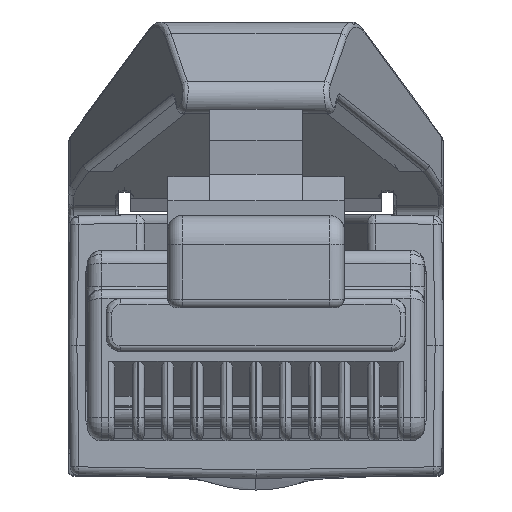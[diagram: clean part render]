
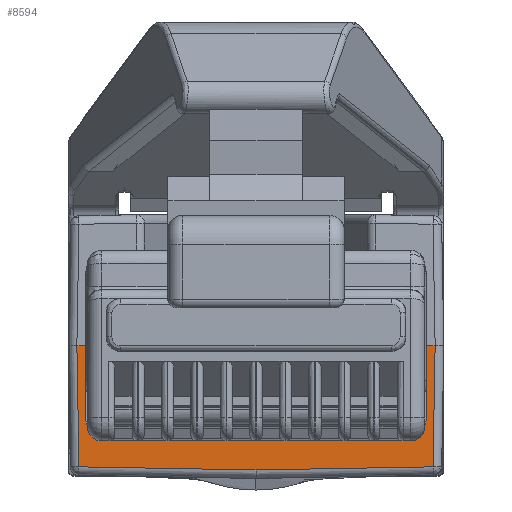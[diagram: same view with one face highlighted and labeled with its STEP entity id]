
A CAD part, front view. The second image highlights one B-rep face of the part: STEP entity #8594.
In plain terms, the highlighted planar face has unit normal (0, -1, -0.018).
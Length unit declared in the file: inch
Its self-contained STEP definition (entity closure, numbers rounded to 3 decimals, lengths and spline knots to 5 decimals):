
#615 = CARTESIAN_POINT ( 'NONE',  ( -0.23189, 0.00204, -0.11688 ) ) ;
#991 = CARTESIAN_POINT ( 'NONE',  ( -0.20039, 0.00227, -0.12992 ) ) ;
#1348 = CARTESIAN_POINT ( 'NONE',  ( -0.2441, 0., 0. ) ) ;
#1508 =( BOUNDED_CURVE ( )  B_SPLINE_CURVE ( 3, ( #9869, #15718, #15586, #11818 ),
 .UNSPECIFIED., .F., .F. ) 
 B_SPLINE_CURVE_WITH_KNOTS ( ( 4, 4 ),
 ( 3.14159, 4.71239 ),
 .UNSPECIFIED. ) 
 CURVE ( )  GEOMETRIC_REPRESENTATION_ITEM ( )  RATIONAL_B_SPLINE_CURVE ( ( 1., 0.805, 0.805, 1. ) ) 
 REPRESENTATION_ITEM ( '' )  );
#1779 = LINE ( 'NONE', #13615, #5828 ) ;
#1815 = CARTESIAN_POINT ( 'NONE',  ( -0.24121, 0.00289, -0.16529 ) ) ;
#1826 = ORIENTED_EDGE ( 'NONE', *, *, #16942, .T. ) ;
#1997 = CARTESIAN_POINT ( 'NONE',  ( -0.12654, -0.00156, 0.08913 ) ) ;
#2187 = VECTOR ( 'NONE', #18696, 39.37008 ) ;
#3068 = CARTESIAN_POINT ( 'NONE',  ( -0.21884, 0.00227, -0.12992 ) ) ;
#3158 = CARTESIAN_POINT ( 'NONE',  ( 0.23189, -0.00156, 0.08913 ) ) ;
#3324 = CARTESIAN_POINT ( 'NONE',  ( -0.2441, 0., 0. ) ) ;
#3445 = CARTESIAN_POINT ( 'NONE',  ( 0.23189, 0.00172, -0.09843 ) ) ;
#4023 = CARTESIAN_POINT ( 'NONE',  ( -0.23189, 0.00172, -0.09843 ) ) ;
#4216 = PLANE ( 'NONE',  #18942 ) ;
#4915 = LINE ( 'NONE', #7130, #2187 ) ;
#4945 = ORIENTED_EDGE ( 'NONE', *, *, #21508, .F. ) ;
#5135 = VECTOR ( 'NONE', #23556, 39.37008 ) ;
#5791 = CARTESIAN_POINT ( 'NONE',  ( -0.06541, 0.00294, -0.16835 ) ) ;
#5828 = VECTOR ( 'NONE', #9459, 39.37008 ) ;
#6068 = EDGE_CURVE ( 'NONE', #13489, #12777, #7724, .T. ) ;
#6382 = VECTOR ( 'NONE', #7751, 39.37008 ) ;
#6926 = ORIENTED_EDGE ( 'NONE', *, *, #19185, .F. ) ;
#7130 = CARTESIAN_POINT ( 'NONE',  ( -0.12654, 0., 0. ) ) ;
#7245 = EDGE_CURVE ( 'NONE', #10924, #11356, #11226, .T. ) ;
#7420 = ORIENTED_EDGE ( 'NONE', *, *, #7245, .T. ) ;
#7499 = VERTEX_POINT ( 'NONE', #15097 ) ;
#7517 = VECTOR ( 'NONE', #25643, 39.37008 ) ;
#7724 = LINE ( 'NONE', #15648, #5135 ) ;
#7751 = DIRECTION ( 'NONE',  ( 0.017, -0.017, 1. ) ) ;
#7944 = VECTOR ( 'NONE', #9265, 39.37008 ) ;
#8001 = EDGE_CURVE ( 'NONE', #20977, #14703, #1779, .T. ) ;
#8261 = LINE ( 'NONE', #11879, #24332 ) ;
#8528 = EDGE_CURVE ( 'NONE', #10924, #7499, #8261, .T. ) ;
#8594 = ADVANCED_FACE ( 'NONE', ( #12148 ), #4216, .T. ) ;
#8699 = CARTESIAN_POINT ( 'NONE',  ( 0., 0.00296, -0.1695 ) ) ;
#8910 = CARTESIAN_POINT ( 'NONE',  ( -0.23189, 0.00172, -0.09843 ) ) ;
#9265 = DIRECTION ( 'NONE',  ( 0.017, 0.017, -1. ) ) ;
#9438 = ORIENTED_EDGE ( 'NONE', *, *, #6068, .F. ) ;
#9459 = DIRECTION ( 'NONE',  ( -1., 0., 0. ) ) ;
#9807 = LINE ( 'NONE', #5791, #7517 ) ;
#9869 = CARTESIAN_POINT ( 'NONE',  ( 0.20039, 0.00227, -0.12992 ) ) ;
#10061 = DIRECTION ( 'NONE',  ( 1., 0., 0. ) ) ;
#10089 = EDGE_LOOP ( 'NONE', ( #15804, #9438, #22440, #6926, #16255, #4945, #15523, #25118, #1826, #13123, #7420 ) ) ;
#10924 = VERTEX_POINT ( 'NONE', #3324 ) ;
#11085 = EDGE_CURVE ( 'NONE', #12777, #11356, #9807, .T. ) ;
#11226 = LINE ( 'NONE', #1348, #7944 ) ;
#11356 = VERTEX_POINT ( 'NONE', #1815 ) ;
#11818 = CARTESIAN_POINT ( 'NONE',  ( 0.23189, 0.00172, -0.09843 ) ) ;
#11879 = CARTESIAN_POINT ( 'NONE',  ( -0.12654, 0., 0. ) ) ;
#12013 = EDGE_CURVE ( 'NONE', #21293, #20658, #15233, .T. ) ;
#12148 = FACE_OUTER_BOUND ( 'NONE', #10089, .T. ) ;
#12758 = VECTOR ( 'NONE', #14412, 39.37008 ) ;
#12777 = VERTEX_POINT ( 'NONE', #8699 ) ;
#13123 = ORIENTED_EDGE ( 'NONE', *, *, #8528, .F. ) ;
#13340 = LINE ( 'NONE', #17500, #6382 ) ;
#13486 = VERTEX_POINT ( 'NONE', #4023 ) ;
#13489 = VERTEX_POINT ( 'NONE', #15456 ) ;
#13615 = CARTESIAN_POINT ( 'NONE',  ( -0.12654, 0.00227, -0.12992 ) ) ;
#14286 = LINE ( 'NONE', #19986, #12758 ) ;
#14412 = DIRECTION ( 'NONE',  ( 0., -0.017, 1. ) ) ;
#14678 = VERTEX_POINT ( 'NONE', #21710 ) ;
#14703 = VERTEX_POINT ( 'NONE', #24198 ) ;
#15097 = CARTESIAN_POINT ( 'NONE',  ( -0.23189, 0., 0. ) ) ;
#15233 = LINE ( 'NONE', #3158, #15860 ) ;
#15357 = DIRECTION ( 'NONE',  ( 0., 0.017, -1. ) ) ;
#15456 = CARTESIAN_POINT ( 'NONE',  ( 0.24121, 0.00289, -0.16529 ) ) ;
#15523 = ORIENTED_EDGE ( 'NONE', *, *, #8001, .T. ) ;
#15586 = CARTESIAN_POINT ( 'NONE',  ( 0.23189, 0.00204, -0.11688 ) ) ;
#15648 = CARTESIAN_POINT ( 'NONE',  ( 0.06532, 0.00294, -0.16836 ) ) ;
#15718 = CARTESIAN_POINT ( 'NONE',  ( 0.21884, 0.00227, -0.12992 ) ) ;
#15804 = ORIENTED_EDGE ( 'NONE', *, *, #11085, .F. ) ;
#15860 = VECTOR ( 'NONE', #15357, 39.37008 ) ;
#16255 = ORIENTED_EDGE ( 'NONE', *, *, #12013, .T. ) ;
#16539 = CARTESIAN_POINT ( 'NONE',  ( 0.23189, 0., 0. ) ) ;
#16631 =( BOUNDED_CURVE ( )  B_SPLINE_CURVE ( 3, ( #8910, #615, #3068, #991 ),
 .UNSPECIFIED., .F., .T. ) 
 B_SPLINE_CURVE_WITH_KNOTS ( ( 4, 4 ),
 ( 1.5708, 3.14159 ),
 .UNSPECIFIED. ) 
 CURVE ( )  GEOMETRIC_REPRESENTATION_ITEM ( )  RATIONAL_B_SPLINE_CURVE ( ( 1., 0.805, 0.805, 1. ) ) 
 REPRESENTATION_ITEM ( '' )  );
#16942 = EDGE_CURVE ( 'NONE', #13486, #7499, #14286, .T. ) ;
#17500 = CARTESIAN_POINT ( 'NONE',  ( 0.24121, 0.00289, -0.16529 ) ) ;
#17859 = DIRECTION ( 'NONE',  ( 0., -1., -0.017 ) ) ;
#18696 = DIRECTION ( 'NONE',  ( 1., 0., 0. ) ) ;
#18942 = AXIS2_PLACEMENT_3D ( 'NONE', #1997, #17859, #22272 ) ;
#19185 = EDGE_CURVE ( 'NONE', #21293, #14678, #4915, .T. ) ;
#19284 = EDGE_CURVE ( 'NONE', #13489, #14678, #13340, .T. ) ;
#19532 = EDGE_CURVE ( 'NONE', #13486, #14703, #16631, .T. ) ;
#19986 = CARTESIAN_POINT ( 'NONE',  ( -0.23189, -0.00156, 0.08913 ) ) ;
#20658 = VERTEX_POINT ( 'NONE', #3445 ) ;
#20977 = VERTEX_POINT ( 'NONE', #21314 ) ;
#21293 = VERTEX_POINT ( 'NONE', #16539 ) ;
#21314 = CARTESIAN_POINT ( 'NONE',  ( 0.20039, 0.00227, -0.12992 ) ) ;
#21508 = EDGE_CURVE ( 'NONE', #20977, #20658, #1508, .T. ) ;
#21710 = CARTESIAN_POINT ( 'NONE',  ( 0.2441, 0., 0. ) ) ;
#22272 = DIRECTION ( 'NONE',  ( 0., 0.017, -1. ) ) ;
#22440 = ORIENTED_EDGE ( 'NONE', *, *, #19284, .T. ) ;
#23556 = DIRECTION ( 'NONE',  ( -1., 0., -0.017 ) ) ;
#24198 = CARTESIAN_POINT ( 'NONE',  ( -0.20039, 0.00227, -0.12992 ) ) ;
#24332 = VECTOR ( 'NONE', #10061, 39.37008 ) ;
#25118 = ORIENTED_EDGE ( 'NONE', *, *, #19532, .F. ) ;
#25643 = DIRECTION ( 'NONE',  ( -1., 0., 0.017 ) ) ;
